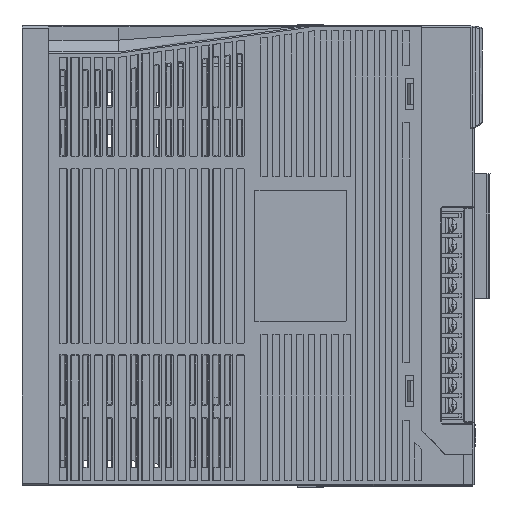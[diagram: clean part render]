
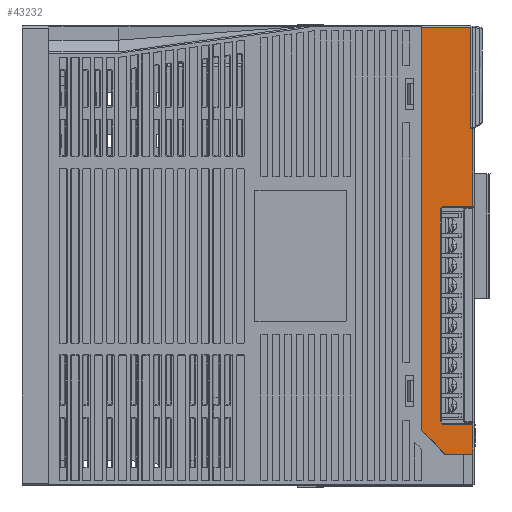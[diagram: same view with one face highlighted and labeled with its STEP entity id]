
A CAD part, left-side view. The second image highlights one B-rep face of the part: STEP entity #43232.
In plain terms, the highlighted planar face has unit normal (-1, 0, 0).
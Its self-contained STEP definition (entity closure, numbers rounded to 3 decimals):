
#4538=B_SPLINE_CURVE_WITH_KNOTS('',1,(#180938,#180939),.UNSPECIFIED.,.F.,
 .F.,(2,2),(-38.55,0.),.UNSPECIFIED.);
#4539=B_SPLINE_CURVE_WITH_KNOTS('',1,(#180940,#180941),.UNSPECIFIED.,.F.,
 .F.,(2,2),(-10.55,0.),.UNSPECIFIED.);
#4540=B_SPLINE_CURVE_WITH_KNOTS('',1,(#180942,#180943),.UNSPECIFIED.,.F.,
 .F.,(2,2),(-12.516,0.),.UNSPECIFIED.);
#4541=B_SPLINE_CURVE_WITH_KNOTS('',1,(#180944,#180945),.UNSPECIFIED.,.F.,
 .F.,(2,2),(0.,153.5),.UNSPECIFIED.);
#4542=B_SPLINE_CURVE_WITH_KNOTS('',1,(#180946,#180947),.UNSPECIFIED.,.F.,
 .F.,(2,2),(0.,18.65),.UNSPECIFIED.);
#4543=B_SPLINE_CURVE_WITH_KNOTS('',1,(#180948,#180949),.UNSPECIFIED.,.F.,
 .F.,(2,2),(0.,11.25),.UNSPECIFIED.);
#4544=B_SPLINE_CURVE_WITH_KNOTS('',1,(#180950,#180951),.UNSPECIFIED.,.F.,
 .F.,(2,2),(0.,11.5),.UNSPECIFIED.);
#4545=B_SPLINE_CURVE_WITH_KNOTS('',1,(#180952,#180953),.UNSPECIFIED.,.F.,
 .F.,(2,2),(0.,81.),.UNSPECIFIED.);
#4546=B_SPLINE_CURVE_WITH_KNOTS('',1,(#180954,#180955),.UNSPECIFIED.,.F.,
 .F.,(2,2),(0.,11.5),.UNSPECIFIED.);
#4547=B_SPLINE_CURVE_WITH_KNOTS('',1,(#180956,#180957),.UNSPECIFIED.,.F.,
 .F.,(2,2),(0.,29.55),.UNSPECIFIED.);
#4548=B_SPLINE_CURVE_WITH_KNOTS('',1,(#180958,#180959),.UNSPECIFIED.,.F.,
 .F.,(2,2),(0.,0.75),.UNSPECIFIED.);
#43232=ADVANCED_FACE('',(#48360),#154318,.T.);
#48360=FACE_OUTER_BOUND('',#53495,.T.);
#53495=EDGE_LOOP('',(#61492,#61493,#61494,#61495,#61496,#61497,#61498,#61499,
#61500,#61501,#61502,#61503,#61504));
#61492=ORIENTED_EDGE('',*,*,#91617,.F.);
#61493=ORIENTED_EDGE('',*,*,#91616,.F.);
#61494=ORIENTED_EDGE('',*,*,#91615,.F.);
#61495=ORIENTED_EDGE('',*,*,#91614,.F.);
#61496=ORIENTED_EDGE('',*,*,#91618,.T.);
#61497=ORIENTED_EDGE('',*,*,#91619,.T.);
#61498=ORIENTED_EDGE('',*,*,#91624,.T.);
#61499=ORIENTED_EDGE('',*,*,#91620,.T.);
#61500=ORIENTED_EDGE('',*,*,#91625,.T.);
#61501=ORIENTED_EDGE('',*,*,#91621,.T.);
#61502=ORIENTED_EDGE('',*,*,#91622,.T.);
#61503=ORIENTED_EDGE('',*,*,#91623,.T.);
#61504=ORIENTED_EDGE('',*,*,#91613,.F.);
#91613=EDGE_CURVE('',#126728,#126729,#4538,.T.);
#91614=EDGE_CURVE('',#126730,#126731,#4539,.T.);
#91615=EDGE_CURVE('',#126731,#126732,#4540,.T.);
#91616=EDGE_CURVE('',#126732,#126733,#4541,.T.);
#91617=EDGE_CURVE('',#126733,#126728,#4542,.T.);
#91618=EDGE_CURVE('',#126730,#126734,#4543,.T.);
#91619=EDGE_CURVE('',#126734,#126735,#4544,.T.);
#91620=EDGE_CURVE('',#126736,#126737,#4545,.T.);
#91621=EDGE_CURVE('',#126738,#126739,#4546,.T.);
#91622=EDGE_CURVE('',#126739,#126740,#4547,.T.);
#91623=EDGE_CURVE('',#126740,#126729,#4548,.T.);
#91624=EDGE_CURVE('',#126735,#126736,#119364,.T.);
#91625=EDGE_CURVE('',#126737,#126738,#119365,.T.);
#119364=(
BOUNDED_CURVE()
B_SPLINE_CURVE(2,(#180960,#180961,#180962),.UNSPECIFIED.,.F.,.F.)
B_SPLINE_CURVE_WITH_KNOTS((3,3),(0.,2.221),.UNSPECIFIED.)
CURVE()
GEOMETRIC_REPRESENTATION_ITEM()
RATIONAL_B_SPLINE_CURVE((1.,0.707,1.))
REPRESENTATION_ITEM('')
);
#119365=(
BOUNDED_CURVE()
B_SPLINE_CURVE(2,(#180963,#180964,#180965),.UNSPECIFIED.,.F.,.F.)
B_SPLINE_CURVE_WITH_KNOTS((3,3),(0.,2.221),.UNSPECIFIED.)
CURVE()
GEOMETRIC_REPRESENTATION_ITEM()
RATIONAL_B_SPLINE_CURVE((1.,0.707,1.))
REPRESENTATION_ITEM('')
);
#126728=VERTEX_POINT('',#180925);
#126729=VERTEX_POINT('',#180926);
#126730=VERTEX_POINT('',#180927);
#126731=VERTEX_POINT('',#180928);
#126732=VERTEX_POINT('',#180929);
#126733=VERTEX_POINT('',#180930);
#126734=VERTEX_POINT('',#180931);
#126735=VERTEX_POINT('',#180932);
#126736=VERTEX_POINT('',#180933);
#126737=VERTEX_POINT('',#180934);
#126738=VERTEX_POINT('',#180935);
#126739=VERTEX_POINT('',#180936);
#126740=VERTEX_POINT('',#180937);
#154318=PLANE('',#157868);
#157868=AXIS2_PLACEMENT_3D('',#180924,#161402,$);
#161402=DIRECTION('',(-1.,0.,0.));
#180924=CARTESIAN_POINT('',(-43.645,-35.968,141.195));
#180925=CARTESIAN_POINT('',(-43.645,-56.618,124.9));
#180926=CARTESIAN_POINT('',(-43.645,-56.618,86.35));
#180927=CARTESIAN_POINT('',(-43.645,-57.368,-37.45));
#180928=CARTESIAN_POINT('',(-43.645,-46.818,-37.45));
#180929=CARTESIAN_POINT('',(-43.645,-37.968,-28.6));
#180930=CARTESIAN_POINT('',(-43.645,-37.968,124.9));
#180931=CARTESIAN_POINT('',(-43.645,-57.368,-26.2));
#180932=CARTESIAN_POINT('',(-43.645,-45.868,-26.2));
#180933=CARTESIAN_POINT('',(-43.645,-44.868,-25.2));
#180934=CARTESIAN_POINT('',(-43.645,-44.868,55.8));
#180935=CARTESIAN_POINT('',(-43.645,-45.868,56.8));
#180936=CARTESIAN_POINT('',(-43.645,-57.368,56.8));
#180937=CARTESIAN_POINT('',(-43.645,-57.368,86.35));
#180938=CARTESIAN_POINT('',(-43.645,-56.618,124.9));
#180939=CARTESIAN_POINT('',(-43.645,-56.618,86.35));
#180940=CARTESIAN_POINT('',(-43.645,-57.368,-37.45));
#180941=CARTESIAN_POINT('',(-43.645,-46.818,-37.45));
#180942=CARTESIAN_POINT('',(-43.645,-46.818,-37.45));
#180943=CARTESIAN_POINT('',(-43.645,-37.968,-28.6));
#180944=CARTESIAN_POINT('',(-43.645,-37.968,-28.6));
#180945=CARTESIAN_POINT('',(-43.645,-37.968,124.9));
#180946=CARTESIAN_POINT('',(-43.645,-37.968,124.9));
#180947=CARTESIAN_POINT('',(-43.645,-56.618,124.9));
#180948=CARTESIAN_POINT('',(-43.645,-57.368,-37.45));
#180949=CARTESIAN_POINT('',(-43.645,-57.368,-26.2));
#180950=CARTESIAN_POINT('',(-43.645,-57.368,-26.2));
#180951=CARTESIAN_POINT('',(-43.645,-45.868,-26.2));
#180952=CARTESIAN_POINT('',(-43.645,-44.868,-25.2));
#180953=CARTESIAN_POINT('',(-43.645,-44.868,55.8));
#180954=CARTESIAN_POINT('',(-43.645,-45.868,56.8));
#180955=CARTESIAN_POINT('',(-43.645,-57.368,56.8));
#180956=CARTESIAN_POINT('',(-43.645,-57.368,56.8));
#180957=CARTESIAN_POINT('',(-43.645,-57.368,86.35));
#180958=CARTESIAN_POINT('',(-43.645,-57.368,86.35));
#180959=CARTESIAN_POINT('',(-43.645,-56.618,86.35));
#180960=CARTESIAN_POINT('',(-43.645,-45.868,-26.2));
#180961=CARTESIAN_POINT('',(-43.645,-44.868,-26.2));
#180962=CARTESIAN_POINT('',(-43.645,-44.868,-25.2));
#180963=CARTESIAN_POINT('',(-43.645,-44.868,55.8));
#180964=CARTESIAN_POINT('',(-43.645,-44.868,56.8));
#180965=CARTESIAN_POINT('',(-43.645,-45.868,56.8));
